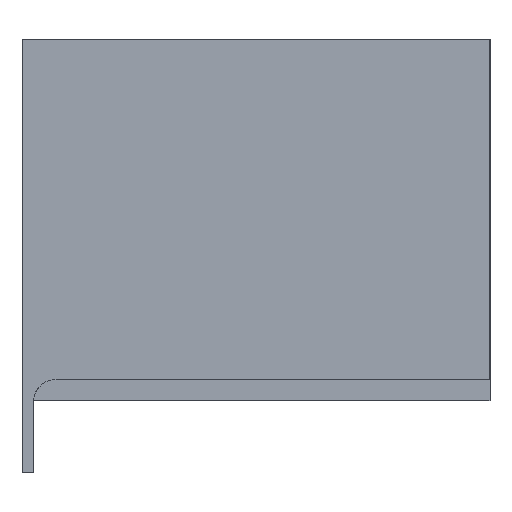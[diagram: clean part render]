
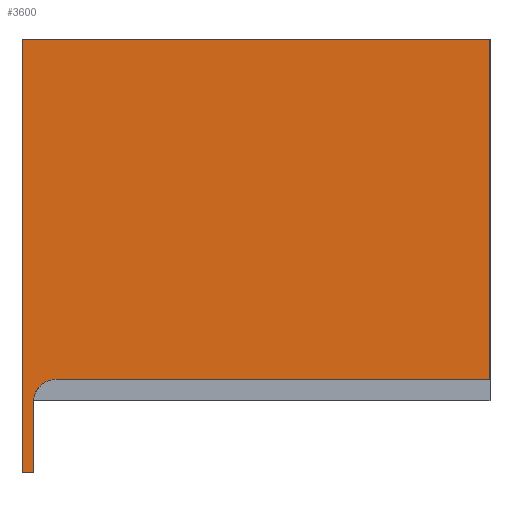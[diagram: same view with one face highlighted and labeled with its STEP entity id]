
A CAD part, left-side view. The second image highlights one B-rep face of the part: STEP entity #3600.
In plain terms, the highlighted planar face has unit normal (-1, 0, 0).
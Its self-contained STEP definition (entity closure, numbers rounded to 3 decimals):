
#3570=AXIS2_PLACEMENT_3D('Plane Axis2P3D',#3567,#3568,#3569) ;
#3588=AXIS2_PLACEMENT_3D('Circle Axis2P3D',#3586,#3587,$) ;
#2204=CARTESIAN_POINT('Line Origine',(-52.5,81.5,97.5)) ;
#2208=CARTESIAN_POINT('Vertex',(-52.5,80.5,97.5)) ;
#2210=CARTESIAN_POINT('Vertex',(-52.5,82.5,97.5)) ;
#2270=CARTESIAN_POINT('Line Origine',(-52.5,82.5,135.75)) ;
#2274=CARTESIAN_POINT('Vertex',(-52.5,82.5,174.)) ;
#2971=CARTESIAN_POINT('Vertex',(-52.5,0.,174.)) ;
#2974=CARTESIAN_POINT('Line Origine',(-52.5,0.,144.)) ;
#2978=CARTESIAN_POINT('Vertex',(-52.5,0.,114.)) ;
#3182=CARTESIAN_POINT('Line Origine',(-52.5,41.25,174.)) ;
#3567=CARTESIAN_POINT('Axis2P3D Location',(-52.5,0.,0.)) ;
#3572=CARTESIAN_POINT('Line Origine',(-52.5,38.25,114.)) ;
#3576=CARTESIAN_POINT('Vertex',(-52.5,76.5,114.)) ;
#3579=CARTESIAN_POINT('Line Origine',(-52.5,80.5,103.75)) ;
#3583=CARTESIAN_POINT('Vertex',(-52.5,80.5,110.)) ;
#3586=CARTESIAN_POINT('Axis2P3D Location',(-52.5,76.5,110.)) ;
#2205=DIRECTION('Vector Direction',(0.,-1.,0.)) ;
#2271=DIRECTION('Vector Direction',(0.,0.,-1.)) ;
#2975=DIRECTION('Vector Direction',(0.,0.,1.)) ;
#3183=DIRECTION('Vector Direction',(0.,1.,0.)) ;
#3568=DIRECTION('Axis2P3D Direction',(1.,0.,0.)) ;
#3569=DIRECTION('Axis2P3D XDirection',(0.,1.,0.)) ;
#3573=DIRECTION('Vector Direction',(0.,-1.,0.)) ;
#3580=DIRECTION('Vector Direction',(0.,0.,1.)) ;
#3587=DIRECTION('Axis2P3D Direction',(1.,0.,0.)) ;
#2206=VECTOR('Line Direction',#2205,1.) ;
#2272=VECTOR('Line Direction',#2271,1.) ;
#2976=VECTOR('Line Direction',#2975,1.) ;
#3184=VECTOR('Line Direction',#3183,1.) ;
#3574=VECTOR('Line Direction',#3573,1.) ;
#3581=VECTOR('Line Direction',#3580,1.) ;
#3592=ORIENTED_EDGE('',*,*,#3578,.F.) ;
#3593=ORIENTED_EDGE('',*,*,#2980,.F.) ;
#3594=ORIENTED_EDGE('',*,*,#3186,.F.) ;
#3595=ORIENTED_EDGE('',*,*,#2276,.F.) ;
#3596=ORIENTED_EDGE('',*,*,#2212,.F.) ;
#3597=ORIENTED_EDGE('',*,*,#3585,.F.) ;
#3598=ORIENTED_EDGE('',*,*,#3590,.T.) ;
#3600=ADVANCED_FACE('Copriterminale alto HTC superiore',(#3599),#3571,.F.) ;
#3589=CIRCLE('generated circle',#3588,4.) ;
#2212=EDGE_CURVE('',#2209,#2211,#2207,.F.) ;
#2276=EDGE_CURVE('',#2211,#2275,#2273,.F.) ;
#2980=EDGE_CURVE('',#2972,#2979,#2977,.F.) ;
#3186=EDGE_CURVE('',#2275,#2972,#3185,.F.) ;
#3578=EDGE_CURVE('',#2979,#3577,#3575,.F.) ;
#3585=EDGE_CURVE('',#3584,#2209,#3582,.F.) ;
#3590=EDGE_CURVE('',#3584,#3577,#3589,.T.) ;
#3591=EDGE_LOOP('',(#3592,#3593,#3594,#3595,#3596,#3597,#3598)) ;
#3599=FACE_OUTER_BOUND('',#3591,.T.) ;
#2207=LINE('Line',#2204,#2206) ;
#2273=LINE('Line',#2270,#2272) ;
#2977=LINE('Line',#2974,#2976) ;
#3185=LINE('Line',#3182,#3184) ;
#3575=LINE('Line',#3572,#3574) ;
#3582=LINE('Line',#3579,#3581) ;
#3571=PLANE('',#3570) ;
#2209=VERTEX_POINT('',#2208) ;
#2211=VERTEX_POINT('',#2210) ;
#2275=VERTEX_POINT('',#2274) ;
#2972=VERTEX_POINT('',#2971) ;
#2979=VERTEX_POINT('',#2978) ;
#3577=VERTEX_POINT('',#3576) ;
#3584=VERTEX_POINT('',#3583) ;
